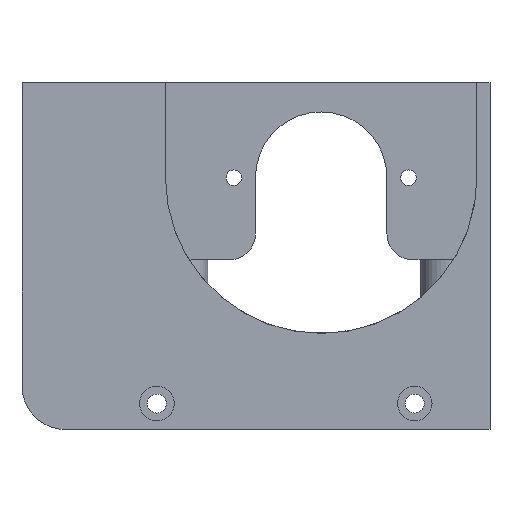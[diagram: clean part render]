
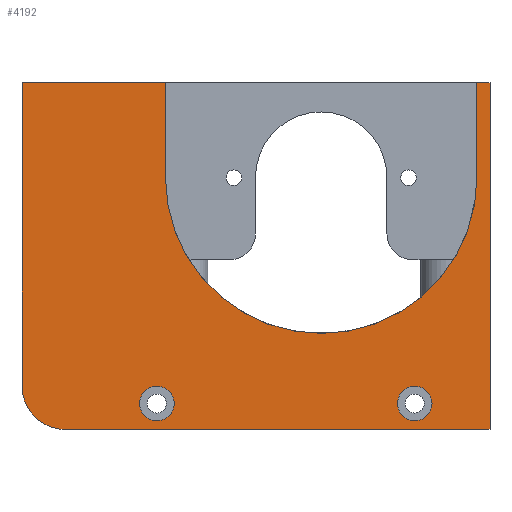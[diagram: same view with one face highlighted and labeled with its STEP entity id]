
A CAD part, front view. The second image highlights one B-rep face of the part: STEP entity #4192.
In plain terms, the highlighted planar face has unit normal (0, -1, 0).
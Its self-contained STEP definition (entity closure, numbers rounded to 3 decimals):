
#28=PLANE('',#4441);
#193=FACE_BOUND('',#1472,.T.);
#194=FACE_BOUND('',#1473,.T.);
#305=LINE('',#6027,#781);
#341=LINE('',#6112,#817);
#343=LINE('',#6117,#819);
#346=LINE('',#6122,#822);
#348=LINE('',#6126,#824);
#349=LINE('',#6128,#825);
#350=LINE('',#6131,#826);
#781=VECTOR('',#4840,40.1);
#817=VECTOR('',#4898,11.);
#819=VECTOR('',#4902,11.);
#822=VECTOR('',#4907,1.51);
#824=VECTOR('',#4911,16.58);
#825=VECTOR('',#4912,35.1);
#826=VECTOR('',#4915,49.09);
#1239=FACE_OUTER_BOUND('',#1471,.T.);
#1471=EDGE_LOOP('',(#3050,#3051,#3052,#3053,#3054,#3055,#3056,#3057,#3058));
#1472=EDGE_LOOP('',(#3059));
#1473=EDGE_LOOP('',(#3060));
#1782=CIRCLE('',#4436,18.);
#1784=CIRCLE('',#4442,5.);
#1785=CIRCLE('',#4443,2.);
#1786=CIRCLE('',#4444,2.);
#1925=VERTEX_POINT('',#6024);
#1926=VERTEX_POINT('',#6026);
#1959=VERTEX_POINT('',#6098);
#1960=VERTEX_POINT('',#6100);
#1964=VERTEX_POINT('',#6110);
#1966=VERTEX_POINT('',#6116);
#1968=VERTEX_POINT('',#6125);
#1969=VERTEX_POINT('',#6127);
#1970=VERTEX_POINT('',#6129);
#1971=VERTEX_POINT('',#6132);
#1972=VERTEX_POINT('',#6134);
#2357=EDGE_CURVE('',#1926,#1925,#305,.T.);
#2396=EDGE_CURVE('',#1960,#1959,#1782,.T.);
#2402=EDGE_CURVE('',#1959,#1964,#341,.T.);
#2404=EDGE_CURVE('',#1966,#1960,#343,.T.);
#2407=EDGE_CURVE('',#1925,#1966,#346,.T.);
#2409=EDGE_CURVE('',#1964,#1968,#348,.T.);
#2410=EDGE_CURVE('',#1968,#1969,#349,.T.);
#2411=EDGE_CURVE('',#1969,#1970,#1784,.T.);
#2412=EDGE_CURVE('',#1970,#1926,#350,.T.);
#2413=EDGE_CURVE('',#1971,#1971,#1785,.T.);
#2414=EDGE_CURVE('',#1972,#1972,#1786,.T.);
#3050=ORIENTED_EDGE('',*,*,#2404,.T.);
#3051=ORIENTED_EDGE('',*,*,#2396,.T.);
#3052=ORIENTED_EDGE('',*,*,#2402,.T.);
#3053=ORIENTED_EDGE('',*,*,#2409,.T.);
#3054=ORIENTED_EDGE('',*,*,#2410,.T.);
#3055=ORIENTED_EDGE('',*,*,#2411,.T.);
#3056=ORIENTED_EDGE('',*,*,#2412,.T.);
#3057=ORIENTED_EDGE('',*,*,#2357,.T.);
#3058=ORIENTED_EDGE('',*,*,#2407,.T.);
#3059=ORIENTED_EDGE('',*,*,#2413,.T.);
#3060=ORIENTED_EDGE('',*,*,#2414,.T.);
#4192=ADVANCED_FACE('',(#1239,#193,#194),#28,.T.);
#4436=AXIS2_PLACEMENT_3D('',#6101,#4888,#4889);
#4441=AXIS2_PLACEMENT_3D('',#6124,#4909,#4910);
#4442=AXIS2_PLACEMENT_3D('',#6130,#4913,#4914);
#4443=AXIS2_PLACEMENT_3D('',#6133,#4916,#4917);
#4444=AXIS2_PLACEMENT_3D('',#6135,#4918,#4919);
#4840=DIRECTION('',(0.,0.,1.));
#4888=DIRECTION('center_axis',(0.,1.,0.));
#4889=DIRECTION('ref_axis',(-1.,0.,0.));
#4898=DIRECTION('',(0.,0.,1.));
#4902=DIRECTION('',(0.,0.,-1.));
#4907=DIRECTION('',(-1.,0.,0.));
#4909=DIRECTION('center_axis',(0.,-1.,0.));
#4910=DIRECTION('ref_axis',(0.,0.,-1.));
#4911=DIRECTION('',(-1.,0.,0.));
#4912=DIRECTION('',(0.,0.,-1.));
#4913=DIRECTION('center_axis',(0.,-1.,0.));
#4914=DIRECTION('ref_axis',(-1.,0.,0.));
#4915=DIRECTION('',(1.,0.,0.));
#4916=DIRECTION('center_axis',(0.,1.,0.));
#4917=DIRECTION('ref_axis',(-1.,0.,0.));
#4918=DIRECTION('center_axis',(0.,1.,0.));
#4919=DIRECTION('ref_axis',(-1.,0.,0.));
#6024=CARTESIAN_POINT('',(43.496,-28.6,1.));
#6026=CARTESIAN_POINT('',(43.496,-28.6,-39.1));
#6027=CARTESIAN_POINT('',(43.496,-28.6,-39.1));
#6098=CARTESIAN_POINT('',(5.986,-28.6,-10.));
#6100=CARTESIAN_POINT('',(41.986,-28.6,-10.));
#6101=CARTESIAN_POINT('Origin',(23.986,-28.6,-10.));
#6110=CARTESIAN_POINT('',(5.986,-28.6,1.));
#6112=CARTESIAN_POINT('',(5.986,-28.6,-9.936));
#6116=CARTESIAN_POINT('',(41.986,-28.6,1.));
#6117=CARTESIAN_POINT('',(41.986,-28.6,-15.436));
#6122=CARTESIAN_POINT('',(43.496,-28.6,1.));
#6124=CARTESIAN_POINT('Origin',(17.967,-28.6,-20.873));
#6125=CARTESIAN_POINT('',(-10.594,-28.6,1.));
#6126=CARTESIAN_POINT('',(6.486,-28.6,1.));
#6127=CARTESIAN_POINT('',(-10.594,-28.6,-34.1));
#6128=CARTESIAN_POINT('',(-10.594,-28.6,1.));
#6129=CARTESIAN_POINT('',(-5.594,-28.6,-39.1));
#6130=CARTESIAN_POINT('Origin',(-5.594,-28.6,-34.1));
#6131=CARTESIAN_POINT('',(-5.594,-28.6,-39.1));
#6132=CARTESIAN_POINT('',(6.996,-28.6,-36.1));
#6133=CARTESIAN_POINT('Origin',(4.996,-28.6,-36.1));
#6134=CARTESIAN_POINT('',(36.796,-28.6,-36.1));
#6135=CARTESIAN_POINT('Origin',(34.796,-28.6,-36.1));
